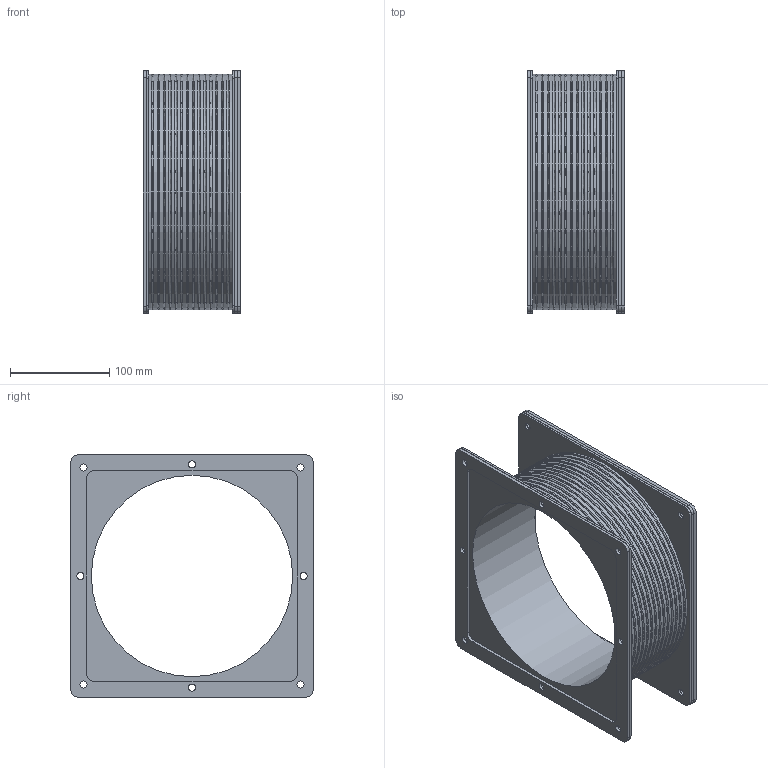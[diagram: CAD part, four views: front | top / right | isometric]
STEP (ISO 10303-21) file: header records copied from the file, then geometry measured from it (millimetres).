
FILE_DESCRIPTION (( 'STEP AP203' ), '1' );
FILE_NAME ('1485EFF.step', '2020-11-19T14:40:16', ( 'ADC123' ), ( 'Microsoft' ), 'SwSTEP 2.0', 'SolidWorks 2019', '' );
FILE_SCHEMA (( 'CONFIG_CONTROL_DESIGN' ));
Length unit declared in the file: inch
Products named in the file (1): 1485EFF
Bounding box: 98.42 x 244.47 x 244.47 mm (x, y, z)
Volume: 1250883.3 mm3; surface area: 335835.2 mm2
Topology: 4 solids, 4 shells, 150 faces, 378 edges, 238 vertices
Faces by surface type: cylinder 80, plane 42, bspline 28
Full cylindrical faces by diameter (mm): 7.137 x24, 7.144 x12, 203.2 x1, 237.795 x15
Entity records: 4997 total; most frequent: CARTESIAN_POINT 1443, DIRECTION 718, ORIENTED_EDGE 596, EDGE_LOOP 312, EDGE_CURVE 298, AXIS2_PLACEMENT_3D 297, VERTEX_POINT 238, FACE_OUTER_BOUND 230
